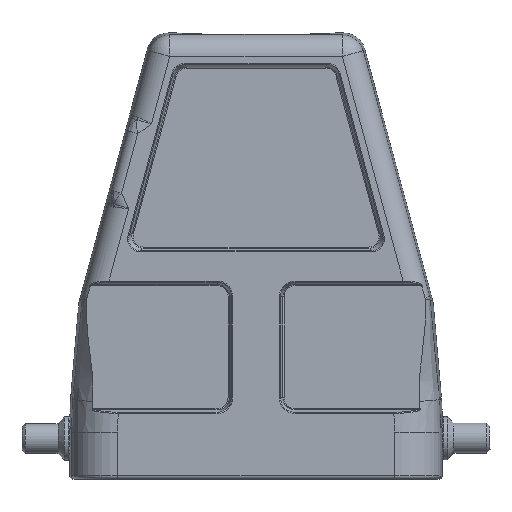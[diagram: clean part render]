
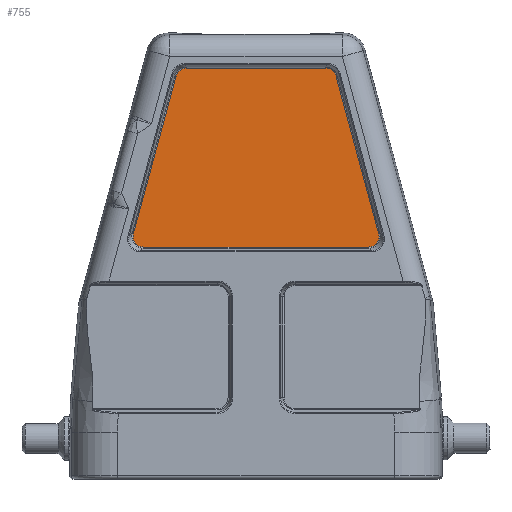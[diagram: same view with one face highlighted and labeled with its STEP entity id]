
A CAD part, front view. The second image highlights one B-rep face of the part: STEP entity #755.
In plain terms, the highlighted planar face has unit normal (0, -1, 0).
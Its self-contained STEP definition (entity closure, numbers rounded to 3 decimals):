
#755=ADVANCED_FACE('',(#1186),#984,.F.);
#984=PLANE('',#5877);
#1186=FACE_OUTER_BOUND('',#1533,.T.);
#1533=EDGE_LOOP('',(#3332,#3333,#3334,#3335,#3336,#3337,#3338,#3339));
#1835=ELLIPSE('',#5873,2.156,1.85);
#1836=ELLIPSE('',#5874,2.156,1.85);
#1837=ELLIPSE('',#5875,2.035,1.85);
#1838=ELLIPSE('',#5876,2.035,1.85);
#2096=LINE('',#10407,#2386);
#2097=LINE('',#10412,#2387);
#2098=LINE('',#10416,#2388);
#2099=LINE('',#10420,#2389);
#2386=VECTOR('',#6963,1.);
#2387=VECTOR('',#6966,1.);
#2388=VECTOR('',#6969,1.);
#2389=VECTOR('',#6972,1.);
#3332=ORIENTED_EDGE('',*,*,#5070,.T.);
#3333=ORIENTED_EDGE('',*,*,#5071,.T.);
#3334=ORIENTED_EDGE('',*,*,#5072,.T.);
#3335=ORIENTED_EDGE('',*,*,#5073,.T.);
#3336=ORIENTED_EDGE('',*,*,#5074,.T.);
#3337=ORIENTED_EDGE('',*,*,#5075,.T.);
#3338=ORIENTED_EDGE('',*,*,#5076,.T.);
#3339=ORIENTED_EDGE('',*,*,#5077,.T.);
#4414=VERTEX_POINT('',#10408);
#4415=VERTEX_POINT('',#10409);
#4416=VERTEX_POINT('',#10411);
#4417=VERTEX_POINT('',#10413);
#4418=VERTEX_POINT('',#10415);
#4419=VERTEX_POINT('',#10417);
#4420=VERTEX_POINT('',#10419);
#4421=VERTEX_POINT('',#10421);
#5070=EDGE_CURVE('',#4414,#4415,#2096,.T.);
#5071=EDGE_CURVE('',#4415,#4416,#1835,.T.);
#5072=EDGE_CURVE('',#4416,#4417,#2097,.T.);
#5073=EDGE_CURVE('',#4417,#4418,#1836,.T.);
#5074=EDGE_CURVE('',#4418,#4419,#2098,.T.);
#5075=EDGE_CURVE('',#4419,#4420,#1837,.T.);
#5076=EDGE_CURVE('',#4420,#4421,#2099,.T.);
#5077=EDGE_CURVE('',#4421,#4414,#1838,.T.);
#5873=AXIS2_PLACEMENT_3D('',#10410,#6964,#6965);
#5874=AXIS2_PLACEMENT_3D('',#10414,#6967,#6968);
#5875=AXIS2_PLACEMENT_3D('',#10418,#6970,#6971);
#5876=AXIS2_PLACEMENT_3D('',#10422,#6973,#6974);
#5877=AXIS2_PLACEMENT_3D('',#10423,#6975,#6976);
#6963=DIRECTION('',(-0.261,0.,-0.965));
#6964=DIRECTION('',(0.,-1.,0.));
#6965=DIRECTION('',(0.794,0.,0.608));
#6966=DIRECTION('',(1.,0.,0.));
#6967=DIRECTION('',(0.,-1.,0.));
#6968=DIRECTION('',(-0.794,0.,0.608));
#6969=DIRECTION('',(-0.261,0.,0.965));
#6970=DIRECTION('',(0.,-1.,0.));
#6971=DIRECTION('',(-0.608,0.,-0.794));
#6972=DIRECTION('',(-1.,0.,0.));
#6973=DIRECTION('',(0.,-1.,0.));
#6974=DIRECTION('',(0.608,0.,-0.794));
#6975=DIRECTION('',(0.,1.,0.));
#6976=DIRECTION('',(0.,0.,-1.));
#10407=CARTESIAN_POINT('',(-19.702,-20.199,-7.505));
#10408=CARTESIAN_POINT('',(-12.867,-20.199,17.746));
#10409=CARTESIAN_POINT('',(-19.719,-20.199,-7.566));
#10410=CARTESIAN_POINT('',(-17.74,-20.199,-7.789));
#10411=CARTESIAN_POINT('',(-18.041,-20.199,-9.758));
#10412=CARTESIAN_POINT('',(14.999,-20.199,-9.758));
#10413=CARTESIAN_POINT('',(18.041,-20.199,-9.758));
#10414=CARTESIAN_POINT('',(17.74,-20.199,-7.789));
#10415=CARTESIAN_POINT('',(19.719,-20.199,-7.566));
#10416=CARTESIAN_POINT('',(13.244,-20.199,16.351));
#10417=CARTESIAN_POINT('',(12.867,-20.199,17.746));
#10418=CARTESIAN_POINT('',(11.012,-20.199,17.062));
#10419=CARTESIAN_POINT('',(11.189,-20.199,19.03));
#10420=CARTESIAN_POINT('',(-11.152,-20.199,19.03));
#10421=CARTESIAN_POINT('',(-11.189,-20.199,19.03));
#10422=CARTESIAN_POINT('',(-11.013,-20.199,17.062));
#10423=CARTESIAN_POINT('',(14.999,-20.199,16.826));
